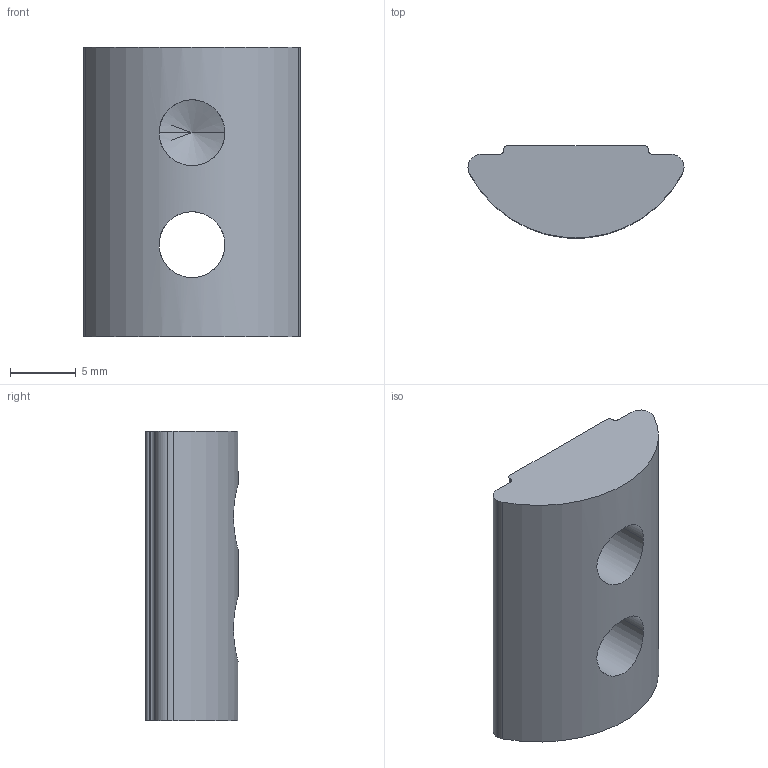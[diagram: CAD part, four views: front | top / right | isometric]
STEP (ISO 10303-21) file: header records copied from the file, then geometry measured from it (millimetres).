
FILE_DESCRIPTION (( 'STEP AP214' ), '1' );
FILE_NAME ('096076.STEP', '2014-08-27T11:05:18', ( '' ), ( '' ), 'SwSTEP 2.0', 'SolidWorks 2014', '' );
FILE_SCHEMA (( 'AUTOMOTIVE_DESIGN' ));
Length unit declared in the file: millimetre
Products named in the file (1): 096076
Bounding box: 16.4 x 7 x 22 mm (x, y, z)
Volume: 1656.7 mm3; surface area: 1195.9 mm2
Topology: 1 solids, 1 shells, 21 faces, 55 edges, 35 vertices
Faces by surface type: cylinder 12, plane 7, cone 2
Entity records: 1016 total; most frequent: CARTESIAN_POINT 226, DIRECTION 113, ORIENTED_EDGE 106, EDGE_CURVE 53, AXIS2_PLACEMENT_3D 42, VERTEX_POINT 35, VECTOR 29, LINE 29
